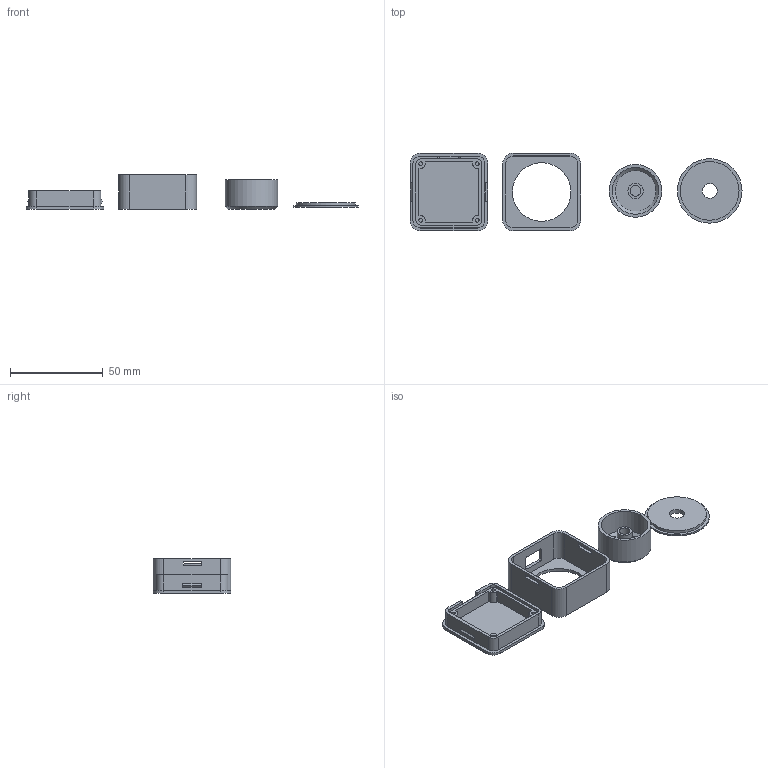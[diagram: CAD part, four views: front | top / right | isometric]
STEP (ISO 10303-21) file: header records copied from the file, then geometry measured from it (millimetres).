
FILE_DESCRIPTION(/* description */ ('STEP AP242','CAx-IF Rec.Pracs.---Representation and Presentation of Product Manufacturing Information (PMI)---4.0---2014-10-13','CAx-IF Rec.Pracs.---3D Tessellated Geometry---0.4---2014-09-14','2;1'),/* implementation_level */ '2;1');
FILE_NAME(/* name */ '68bcf982abf671b95c986355',/* time_stamp */ '2025-09-07T03:18:26Z',/* author */ (''),/* organization */ (''),/* preprocessor_version */ 'ST-DEVELOPER v20',/* originating_system */ 'ONSHAPE BY PTC INC, 1.203',/* authorisation */ ' ');
FILE_SCHEMA (('AP242_MANAGED_MODEL_BASED_3D_ENGINEERING_MIM_LF { 1 0 10303 442 1 1 4 }'));
Length unit declared in the file: metre
Products named in the file (4): Knob; LED-Ring; Boden; Deckel
Bounding box: 179 x 42 x 18.6 mm (x, y, z)
Volume: 16981.9 mm3; surface area: 19770.8 mm2
Topology: 4 solids, 4 shells, 127 faces, 314 edges, 208 vertices
Faces by surface type: plane 83, cylinder 42, cone 2
Full cylindrical faces by diameter (mm): 2 x4, 5.8 x1, 8 x1, 8.2 x1, 25.2 x1, 28.4 x1, 31.6 x2, 34.8 x1
Entity records: 3810 total; most frequent: DIRECTION 648, CARTESIAN_POINT 639, ORIENTED_EDGE 600, EDGE_CURVE 300, AXIS2_PLACEMENT_3D 217, LINE 214, VECTOR 214, VERTEX_POINT 208
